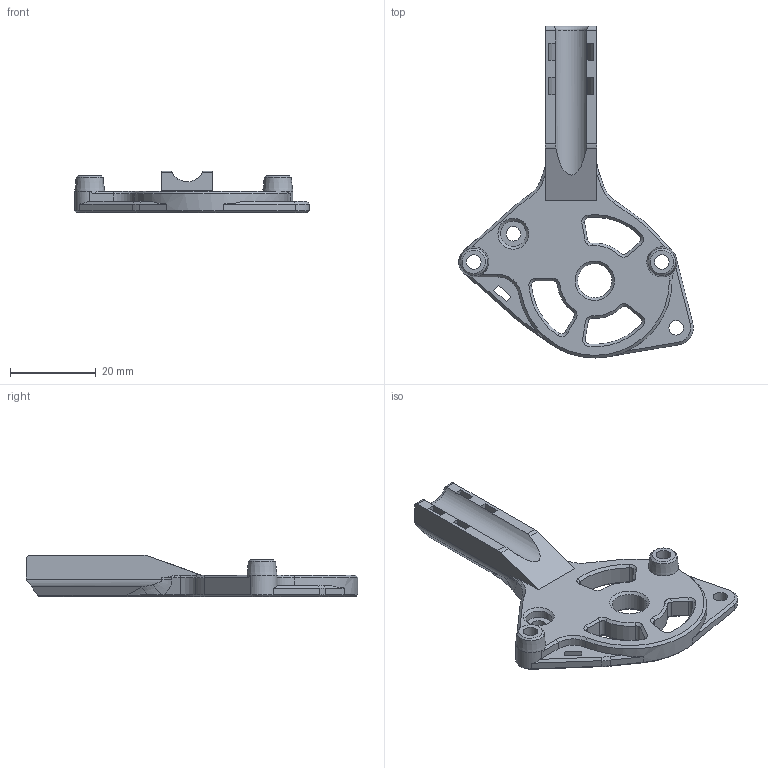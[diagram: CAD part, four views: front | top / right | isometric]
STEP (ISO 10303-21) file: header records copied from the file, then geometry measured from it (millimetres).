
FILE_DESCRIPTION(/* description */ ('','CAx-IF Rec.Pracs.---Representation and Presentation of Product Manufacturing Information (PMI)---4.0---2014-10-13'),/* implementation_level */ '2;1');
FILE_NAME(/* name */ 'NH-36 O2-DBYavoth Mount V2 v8.step',/* time_stamp */ '2025-01-15T16:51:44+08:00',/* author */ (''),/* organization */ (''),/* preprocessor_version */ 'ST-DEVELOPER v20',/* originating_system */ 'Autodesk Translation Framework v13.20.0.188',/* authorisation */ '');
FILE_SCHEMA (('AP242_MANAGED_MODEL_BASED_3D_ENGINEERING_MIM_LF { 1 0 10303 442 1 1 4 }'));
Length unit declared in the file: millimetre
Products named in the file (1): NH-36 O2-DBYavoth Mount V2
Bounding box: 54.7 x 77.4 x 9.6 mm (x, y, z)
Volume: 8835.6 mm3; surface area: 6088.7 mm2
Topology: 1 solids, 1 shells, 227 faces, 564 edges, 336 vertices
Faces by surface type: plane 82, cone 69, cylinder 57, bspline 18, torus 1
Full cylindrical faces by diameter (mm): 3.4 x4, 4.6 x2, 6 x1, 8 x1
Entity records: 7012 total; most frequent: CARTESIAN_POINT 1551, DIRECTION 1142, ORIENTED_EDGE 1128, EDGE_CURVE 564, AXIS2_PLACEMENT_3D 408, VERTEX_POINT 336, LINE 326, VECTOR 326
